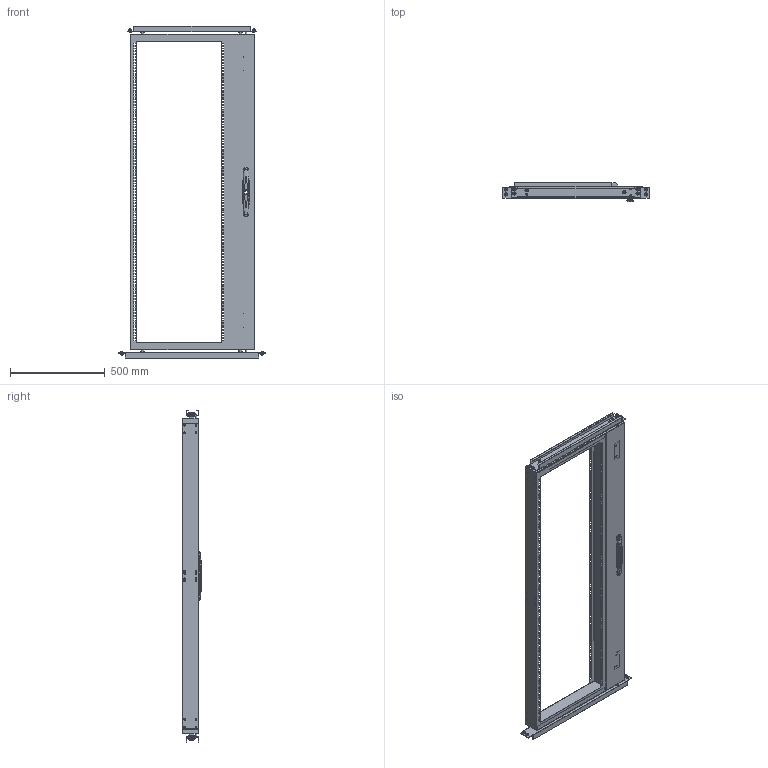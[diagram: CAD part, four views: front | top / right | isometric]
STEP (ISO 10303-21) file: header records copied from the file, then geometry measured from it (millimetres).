
FILE_DESCRIPTION (( 'STEP AP214' ), '1' );
FILE_NAME ('TRI188.STEP', '2025-09-11T10:10:06', ( '' ), ( '' ), 'SwSTEP 2.0', 'SolidWorks 2024', '' );
FILE_SCHEMA (( 'AUTOMOTIVE_DESIGN' ));
Length unit declared in the file: millimetre
Products named in the file (1): TRI188
Bounding box: 773 x 101.93 x 1748.5 mm (x, y, z)
Volume: 2946997.4 mm3; surface area: 2848390.5 mm2
Topology: 34 solids, 42 shells, 3293 faces, 9096 edges, 5942 vertices
Faces by surface type: plane 2587, cylinder 379, cone 172, torus 79, bspline 76
Full cylindrical faces by diameter (mm): 1 x4, 3.4 x2, 4.3 x2, 4.5 x2, 4.92 x8, 5.2 x2, 6 x17, 6.5 x2, 6.647 x4, 7 x4, 8 x14, 8.2 x8, 9 x21, 10 x22, 13 x4, 14 x14, 15 x1, 17 x4
Entity records: 112434 total; most frequent: CARTESIAN_POINT 28436, ORIENTED_EDGE 17578, DIRECTION 15626, EDGE_CURVE 8789, VECTOR 6974, LINE 6974, VERTEX_POINT 5837, EDGE_LOOP 4574
